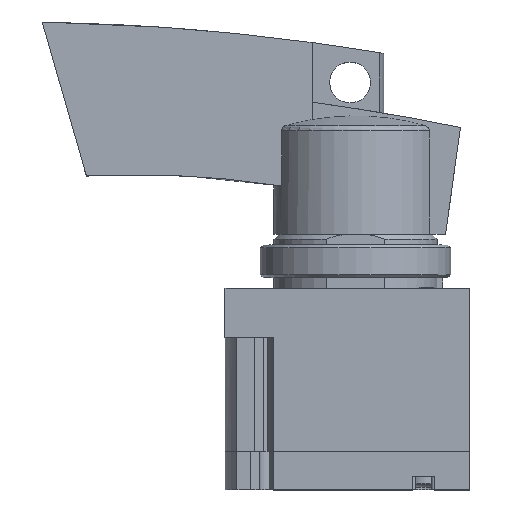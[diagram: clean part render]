
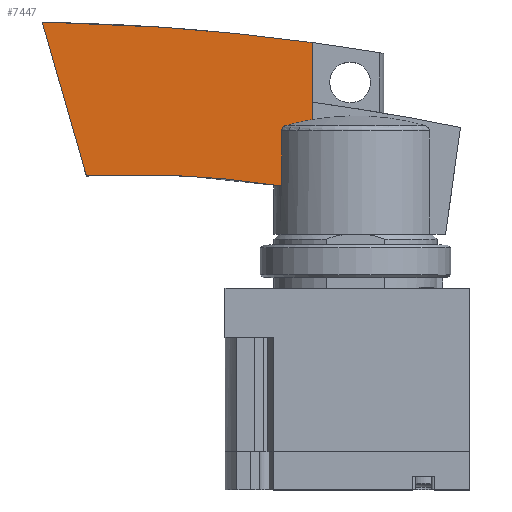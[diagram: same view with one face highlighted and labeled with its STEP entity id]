
A CAD part, top view. The second image highlights one B-rep face of the part: STEP entity #7447.
In plain terms, the highlighted planar face has unit normal (0.016, 0, 1).
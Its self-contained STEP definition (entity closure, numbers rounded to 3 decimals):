
#25=ELLIPSE('',#8851,170.022,170.);
#26=ELLIPSE('',#8854,422.056,422.);
#309=B_SPLINE_CURVE_WITH_KNOTS('',3,(#13416,#13417,#13418,#13419),
 .UNSPECIFIED.,.F.,.F.,(4,4),(0.,0.001),
 .UNSPECIFIED.);
#904=LINE('',#13311,#1547);
#920=LINE('',#13376,#1563);
#926=LINE('',#13400,#1569);
#930=LINE('',#13412,#1573);
#931=LINE('',#13415,#1574);
#1547=VECTOR('',#10722,1000.);
#1563=VECTOR('',#10756,1000.);
#1569=VECTOR('',#10776,1000.);
#1573=VECTOR('',#10788,1000.);
#1574=VECTOR('',#10791,1000.);
#3394=ORIENTED_EDGE('',*,*,#4728,.T.);
#3395=ORIENTED_EDGE('',*,*,#4729,.T.);
#3396=ORIENTED_EDGE('',*,*,#4712,.T.);
#3397=ORIENTED_EDGE('',*,*,#4730,.T.);
#3398=ORIENTED_EDGE('',*,*,#4731,.T.);
#3399=ORIENTED_EDGE('',*,*,#4726,.F.);
#3400=ORIENTED_EDGE('',*,*,#4723,.T.);
#3401=ORIENTED_EDGE('',*,*,#4688,.F.);
#3402=ORIENTED_EDGE('',*,*,#4732,.T.);
#4688=EDGE_CURVE('',#5488,#5489,#904,.T.);
#4712=EDGE_CURVE('',#5509,#5512,#920,.T.);
#4723=EDGE_CURVE('',#5520,#5489,#926,.T.);
#4726=EDGE_CURVE('',#5520,#5521,#25,.F.);
#4728=EDGE_CURVE('',#5522,#5523,#5837,.T.);
#4729=EDGE_CURVE('',#5523,#5509,#930,.T.);
#4730=EDGE_CURVE('',#5512,#5524,#26,.F.);
#4731=EDGE_CURVE('',#5524,#5521,#931,.T.);
#4732=EDGE_CURVE('',#5488,#5522,#309,.T.);
#5488=VERTEX_POINT('',#13310);
#5489=VERTEX_POINT('',#13312);
#5509=VERTEX_POINT('',#13370);
#5512=VERTEX_POINT('',#13375);
#5520=VERTEX_POINT('',#13401);
#5521=VERTEX_POINT('',#13406);
#5522=VERTEX_POINT('',#13410);
#5523=VERTEX_POINT('',#13411);
#5524=VERTEX_POINT('',#13414);
#5837=CIRCLE('',#8853,46.567);
#6288=EDGE_LOOP('',(#3394,#3395,#3396,#3397,#3398,#3399,#3400,#3401,#3402));
#6791=FACE_BOUND('',#6288,.T.);
#7058=PLANE('',#8852);
#7447=ADVANCED_FACE('',(#6791),#7058,.F.);
#8851=AXIS2_PLACEMENT_3D('',#13405,#10781,#10782);
#8852=AXIS2_PLACEMENT_3D('',#13408,#10784,#10785);
#8853=AXIS2_PLACEMENT_3D('',#13409,#10786,#10787);
#8854=AXIS2_PLACEMENT_3D('',#13413,#10789,#10790);
#10722=DIRECTION('',(0.,-1.,0.));
#10756=DIRECTION('',(0.,1.,0.));
#10776=DIRECTION('',(1.,0.,-0.016));
#10781=DIRECTION('',(-0.016,0.,-1.));
#10782=DIRECTION('',(1.,0.,-0.016));
#10784=DIRECTION('',(-0.016,0.,-1.));
#10785=DIRECTION('',(-1.,0.,0.016));
#10786=DIRECTION('',(-0.016,0.,-1.));
#10787=DIRECTION('',(-1.,0.,0.016));
#10788=DIRECTION('',(0.,1.,0.));
#10789=DIRECTION('',(-0.016,0.,-1.));
#10790=DIRECTION('',(1.,0.,-0.016));
#10791=DIRECTION('',(0.276,-0.961,-0.004));
#13310=CARTESIAN_POINT('',(-13.589,18.986,6.585));
#13311=CARTESIAN_POINT('',(-13.589,0.,6.585));
#13312=CARTESIAN_POINT('',(-13.589,9.,6.585));
#13370=CARTESIAN_POINT('',(-8.,24.26,6.494));
#13375=CARTESIAN_POINT('',(-8.,35.224,6.494));
#13376=CARTESIAN_POINT('',(-8.,40.,6.494));
#13400=CARTESIAN_POINT('',(-57.6,9.,7.3));
#13401=CARTESIAN_POINT('',(-14.75,9.,6.603));
#13405=CARTESIAN_POINT('',(-40.384,-159.056,7.02));
#13406=CARTESIAN_POINT('',(-49.485,10.7,7.168));
#13408=CARTESIAN_POINT('',(-57.6,40.,7.3));
#13409=CARTESIAN_POINT('',(0.103,-24.8,6.362));
#13410=CARTESIAN_POINT('',(-12.82,19.938,6.572));
#13411=CARTESIAN_POINT('',(-8.,21.057,6.494));
#13412=CARTESIAN_POINT('',(-8.,40.,6.494));
#13413=CARTESIAN_POINT('',(-64.781,-382.939,7.417));
#13414=CARTESIAN_POINT('',(-57.6,39.,7.3));
#13415=CARTESIAN_POINT('',(-57.865,39.924,7.304));
#13416=CARTESIAN_POINT('',(-13.589,18.986,6.585));
#13417=CARTESIAN_POINT('',(-13.589,19.428,6.585));
#13418=CARTESIAN_POINT('',(-13.244,19.815,6.579));
#13419=CARTESIAN_POINT('',(-12.82,19.938,6.572));
